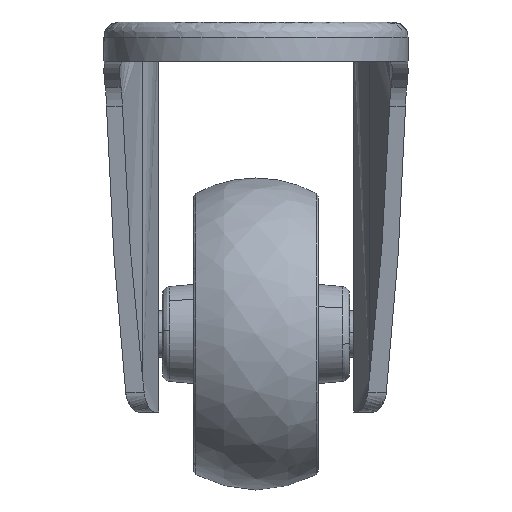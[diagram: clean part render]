
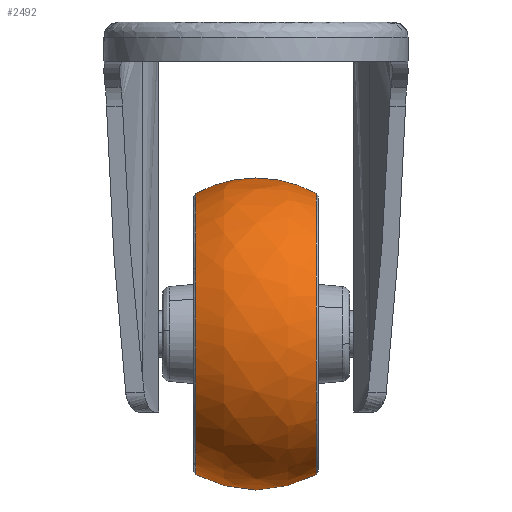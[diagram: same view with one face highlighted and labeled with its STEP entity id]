
A CAD part, left-side view. The second image highlights one B-rep face of the part: STEP entity #2492.
In plain terms, the highlighted free-form (B-spline) face has degree [2, 2] with [3, 9] control points.
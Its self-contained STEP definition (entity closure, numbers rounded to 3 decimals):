
#1856=CARTESIAN_POINT('',(-6.583,7.742,-56.755));
#1857=VERTEX_POINT('',#1856);
#1871=CARTESIAN_POINT('',(-15.883,7.742,-31.526));
#1872=VERTEX_POINT('',#1871);
#1873=CARTESIAN_POINT('',(-6.583,7.742,-56.755));
#1874=CARTESIAN_POINT('',(-18.002,7.742,-52.269));
#1875=CARTESIAN_POINT('',(-18.002,7.742,-40.));
#1876=CARTESIAN_POINT('',(-18.002,7.742,-35.498));
#1877=CARTESIAN_POINT('',(-15.883,7.742,-31.526));
#1885=(BOUNDED_CURVE()B_SPLINE_CURVE(2,(#1873,#1874,#1875,#1876,#1877),.UNSPECIFIED.,.F.,.U.)B_SPLINE_CURVE_WITH_KNOTS((3,2,3),(0.562,0.75,0.83),.UNSPECIFIED.)CURVE()GEOMETRIC_REPRESENTATION_ITEM()RATIONAL_B_SPLINE_CURVE((0.891,0.78,1.0,0.906,0.872))REPRESENTATION_ITEM(''));
#1886=EDGE_CURVE('',#1857,#1872,#1885,.T.);
#1979=CARTESIAN_POINT('',(0.0,7.742,-21.998));
#1980=VERTEX_POINT('',#1979);
#1981=CARTESIAN_POINT('',(-15.883,7.742,-31.526));
#1982=CARTESIAN_POINT('',(-10.8,7.742,-21.998));
#1983=CARTESIAN_POINT('',(0.0,7.742,-21.998));
#1991=(BOUNDED_CURVE()B_SPLINE_CURVE(2,(#1981,#1982,#1983),.UNSPECIFIED.,.F.,.U.)B_SPLINE_CURVE_WITH_KNOTS((3,3),(0.83,1.0),.UNSPECIFIED.)CURVE()GEOMETRIC_REPRESENTATION_ITEM()RATIONAL_B_SPLINE_CURVE((0.872,0.801,1.0))REPRESENTATION_ITEM(''));
#1992=EDGE_CURVE('',#1872,#1980,#1991,.T.);
#1994=CARTESIAN_POINT('',(17.882,7.742,-37.921));
#1995=VERTEX_POINT('',#1994);
#2009=CARTESIAN_POINT('',(0.0,7.742,-58.002));
#2010=VERTEX_POINT('',#2009);
#2011=CARTESIAN_POINT('',(17.882,7.742,-37.921));
#2012=CARTESIAN_POINT('',(18.002,7.742,-38.957));
#2013=CARTESIAN_POINT('',(18.002,7.742,-40.0));
#2014=CARTESIAN_POINT('',(18.002,7.742,-58.002));
#2015=CARTESIAN_POINT('',(0.0,7.742,-58.002));
#2023=(BOUNDED_CURVE()B_SPLINE_CURVE(2,(#2011,#2012,#2013,#2014,#2015),.UNSPECIFIED.,.F.,.U.)B_SPLINE_CURVE_WITH_KNOTS((3,2,3),(0.23,0.25,0.5),.UNSPECIFIED.)CURVE()GEOMETRIC_REPRESENTATION_ITEM()RATIONAL_B_SPLINE_CURVE((0.957,0.977,1.0,0.707,1.0))REPRESENTATION_ITEM(''));
#2024=EDGE_CURVE('',#1995,#2010,#2023,.T.);
#2026=CARTESIAN_POINT('',(0.0,7.742,-58.002));
#2027=CARTESIAN_POINT('',(-3.41,7.742,-58.002));
#2028=CARTESIAN_POINT('',(-6.583,7.742,-56.755));
#2036=(BOUNDED_CURVE()B_SPLINE_CURVE(2,(#2026,#2027,#2028),.UNSPECIFIED.,.F.,.U.)B_SPLINE_CURVE_WITH_KNOTS((3,3),(0.5,0.562),.UNSPECIFIED.)CURVE()GEOMETRIC_REPRESENTATION_ITEM()RATIONAL_B_SPLINE_CURVE((1.0,0.927,0.891))REPRESENTATION_ITEM(''));
#2037=EDGE_CURVE('',#2010,#1857,#2036,.T.);
#2066=CARTESIAN_POINT('',(-15.665,-7.742,-48.87));
#2067=VERTEX_POINT('',#2066);
#2068=CARTESIAN_POINT('',(0.0,-7.742,-21.998));
#2069=VERTEX_POINT('',#2068);
#2070=CARTESIAN_POINT('',(-15.665,-7.742,-48.87));
#2071=CARTESIAN_POINT('',(-18.002,-7.742,-44.743));
#2072=CARTESIAN_POINT('',(-18.002,-7.742,-40.));
#2073=CARTESIAN_POINT('',(-18.002,-7.742,-21.998));
#2074=CARTESIAN_POINT('',(0.0,-7.742,-21.998));
#2082=(BOUNDED_CURVE()B_SPLINE_CURVE(2,(#2070,#2071,#2072,#2073,#2074),.UNSPECIFIED.,.F.,.U.)B_SPLINE_CURVE_WITH_KNOTS((3,2,3),(0.666,0.75,1.0),.UNSPECIFIED.)CURVE()GEOMETRIC_REPRESENTATION_ITEM()RATIONAL_B_SPLINE_CURVE((0.869,0.902,1.0,0.707,1.0))REPRESENTATION_ITEM(''));
#2083=EDGE_CURVE('',#2067,#2069,#2082,.T.);
#2186=CARTESIAN_POINT('',(0.0,-7.742,-58.002));
#2187=VERTEX_POINT('',#2186);
#2188=CARTESIAN_POINT('',(0.0,-7.742,-58.002));
#2189=CARTESIAN_POINT('',(-10.494,-7.742,-58.002));
#2190=CARTESIAN_POINT('',(-15.665,-7.742,-48.87));
#2198=(BOUNDED_CURVE()B_SPLINE_CURVE(2,(#2188,#2189,#2190),.UNSPECIFIED.,.F.,.U.)B_SPLINE_CURVE_WITH_KNOTS((3,3),(0.5,0.666),.UNSPECIFIED.)CURVE()GEOMETRIC_REPRESENTATION_ITEM()RATIONAL_B_SPLINE_CURVE((1.0,0.805,0.869))REPRESENTATION_ITEM(''));
#2199=EDGE_CURVE('',#2187,#2067,#2198,.T.);
#2201=CARTESIAN_POINT('',(17.882,-7.742,-37.921));
#2202=VERTEX_POINT('',#2201);
#2203=CARTESIAN_POINT('',(17.882,-7.742,-37.921));
#2204=CARTESIAN_POINT('',(18.002,-7.742,-38.957));
#2205=CARTESIAN_POINT('',(18.002,-7.742,-40.0));
#2206=CARTESIAN_POINT('',(18.002,-7.742,-58.002));
#2207=CARTESIAN_POINT('',(0.0,-7.742,-58.002));
#2215=(BOUNDED_CURVE()B_SPLINE_CURVE(2,(#2203,#2204,#2205,#2206,#2207),.UNSPECIFIED.,.F.,.U.)B_SPLINE_CURVE_WITH_KNOTS((3,2,3),(0.23,0.25,0.5),.UNSPECIFIED.)CURVE()GEOMETRIC_REPRESENTATION_ITEM()RATIONAL_B_SPLINE_CURVE((0.957,0.977,1.0,0.707,1.0))REPRESENTATION_ITEM(''));
#2216=EDGE_CURVE('',#2202,#2187,#2215,.T.);
#2422=CARTESIAN_POINT('',(17.497,8.405,-37.966));
#2423=CARTESIAN_POINT('',(22.651,0.,-37.367));
#2424=CARTESIAN_POINT('',(17.497,-8.405,-37.966));
#2425=CARTESIAN_POINT('',(17.614,8.405,-38.98));
#2426=CARTESIAN_POINT('',(22.804,0.,-38.679));
#2427=CARTESIAN_POINT('',(17.614,-8.405,-38.98));
#2428=CARTESIAN_POINT('',(17.614,8.405,-40.));
#2429=CARTESIAN_POINT('',(22.804,0.,-40.0));
#2430=CARTESIAN_POINT('',(17.614,-8.405,-40.));
#2431=CARTESIAN_POINT('',(17.614,8.405,-57.614));
#2432=CARTESIAN_POINT('',(22.804,0.,-62.804));
#2433=CARTESIAN_POINT('',(17.614,-8.405,-57.614));
#2434=CARTESIAN_POINT('',(0.0,8.405,-57.614));
#2435=CARTESIAN_POINT('',(0.0,0.,-62.804));
#2436=CARTESIAN_POINT('',(0.0,-8.405,-57.614));
#2437=CARTESIAN_POINT('',(-17.614,8.405,-57.614));
#2438=CARTESIAN_POINT('',(-22.804,0.,-62.804));
#2439=CARTESIAN_POINT('',(-17.614,-8.405,-57.614));
#2440=CARTESIAN_POINT('',(-17.614,8.405,-40.));
#2441=CARTESIAN_POINT('',(-22.804,0.,-40.0));
#2442=CARTESIAN_POINT('',(-17.614,-8.405,-40.));
#2443=CARTESIAN_POINT('',(-17.614,8.405,-22.386));
#2444=CARTESIAN_POINT('',(-22.804,0.,-17.196));
#2445=CARTESIAN_POINT('',(-17.614,-8.405,-22.386));
#2446=CARTESIAN_POINT('',(0.0,8.405,-22.386));
#2447=CARTESIAN_POINT('',(0.0,0.,-17.196));
#2448=CARTESIAN_POINT('',(0.0,-8.405,-22.386));
#2456=(BOUNDED_SURFACE()B_SPLINE_SURFACE(2,2,((#2422,#2425,#2428,#2431,#2434,#2437,#2440,#2443,#2446),(#2423,#2426,#2429,#2432,#2435,#2438,#2441,#2444,#2447),(#2424,#2427,#2430,#2433,#2436,#2439,#2442,#2445,#2448)),.UNSPECIFIED.,.F.,.F.,.U.)B_SPLINE_SURFACE_WITH_KNOTS((3,3),(3,2,2,2,3),(0.0,18.165),(0.0,2.651,35.788,68.925,102.062),.UNSPECIFIED.)GEOMETRIC_REPRESENTATION_ITEM()RATIONAL_B_SPLINE_SURFACE(((0.941,0.961,0.984,0.696,0.984,0.696,0.984,0.696,0.984),(0.801,0.817,0.837,0.592,0.837,0.592,0.837,0.592,0.837),(0.941,0.961,0.984,0.696,0.984,0.696,0.984,0.696,0.984)))REPRESENTATION_ITEM('')SURFACE());
#2457=ORIENTED_EDGE('',*,*,#2024,.F.);
#2458=CARTESIAN_POINT('',(17.882,7.742,-37.921));
#2459=CARTESIAN_POINT('',(22.134,0.,-37.427));
#2460=CARTESIAN_POINT('',(17.882,-7.742,-37.921));
#2468=(BOUNDED_CURVE()B_SPLINE_CURVE(2,(#2458,#2459,#2460),.UNSPECIFIED.,.F.,.U.)B_SPLINE_CURVE_WITH_KNOTS((3,3),(0.363,0.637),.UNSPECIFIED.)CURVE()GEOMETRIC_REPRESENTATION_ITEM()RATIONAL_B_SPLINE_CURVE((0.929,0.813,0.929))REPRESENTATION_ITEM(''));
#2469=EDGE_CURVE('',#1995,#2202,#2468,.T.);
#2470=ORIENTED_EDGE('',*,*,#2469,.T.);
#2471=ORIENTED_EDGE('',*,*,#2216,.T.);
#2472=ORIENTED_EDGE('',*,*,#2199,.T.);
#2473=ORIENTED_EDGE('',*,*,#2083,.T.);
#2474=CARTESIAN_POINT('',(0.0,7.742,-21.998));
#2475=CARTESIAN_POINT('',(0.0,0.,-17.717));
#2476=CARTESIAN_POINT('',(0.0,-7.742,-21.998));
#2484=(BOUNDED_CURVE()B_SPLINE_CURVE(2,(#2474,#2475,#2476),.UNSPECIFIED.,.F.,.U.)B_SPLINE_CURVE_WITH_KNOTS((3,3),(0.363,0.637),.UNSPECIFIED.)CURVE()GEOMETRIC_REPRESENTATION_ITEM()RATIONAL_B_SPLINE_CURVE((0.971,0.85,0.971))REPRESENTATION_ITEM(''));
#2485=EDGE_CURVE('',#1980,#2069,#2484,.T.);
#2486=ORIENTED_EDGE('',*,*,#2485,.F.);
#2487=ORIENTED_EDGE('',*,*,#1992,.F.);
#2488=ORIENTED_EDGE('',*,*,#1886,.F.);
#2489=ORIENTED_EDGE('',*,*,#2037,.F.);
#2490=EDGE_LOOP('',(#2457,#2470,#2471,#2472,#2473,#2486,#2487,#2488,#2489));
#2491=FACE_OUTER_BOUND('',#2490,.T.);
#2492=ADVANCED_FACE('',(#2491),#2456,.T.);
